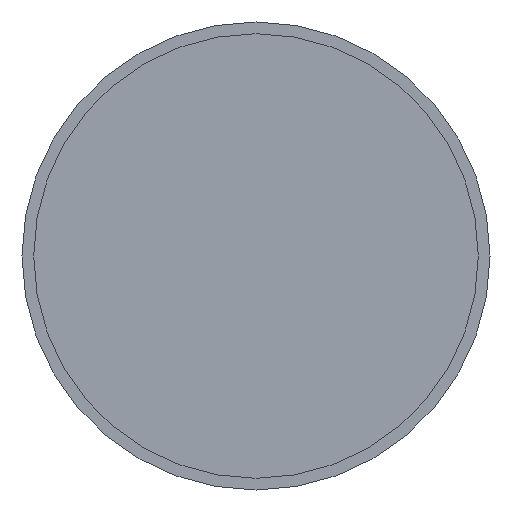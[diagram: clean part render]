
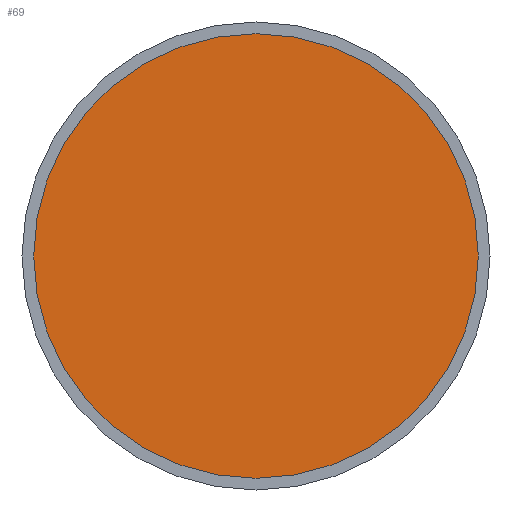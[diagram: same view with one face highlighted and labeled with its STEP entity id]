
A CAD part, front view. The second image highlights one B-rep face of the part: STEP entity #69.
In plain terms, the highlighted planar face has unit normal (0, -1, 0).
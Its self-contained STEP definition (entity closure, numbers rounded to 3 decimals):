
#69 = ADVANCED_FACE( '', ( #153 ), #154, .F. );
#153 = FACE_OUTER_BOUND( '', #285, .T. );
#154 = PLANE( '', #286 );
#285 = EDGE_LOOP( '', ( #406 ) );
#286 = AXIS2_PLACEMENT_3D( '', #407, #408, #409 );
#406 = ORIENTED_EDGE( '', *, *, #541, .T. );
#407 = CARTESIAN_POINT( '', ( 38., 3., 0. ) );
#408 = DIRECTION( '', ( 0., 1., 0. ) );
#409 = DIRECTION( '', ( 0., 0., 1. ) );
#541 = EDGE_CURVE( '', #623, #623, #624, .T. );
#623 = VERTEX_POINT( '', #716 );
#624 = CIRCLE( '', #717, 38. );
#716 = CARTESIAN_POINT( '', ( 0., 3., -38. ) );
#717 = AXIS2_PLACEMENT_3D( '', #805, #806, #807 );
#805 = CARTESIAN_POINT( '', ( 0., 3., 0. ) );
#806 = DIRECTION( '', ( 0., -1., 0. ) );
#807 = DIRECTION( '', ( 0., 0., -1. ) );
